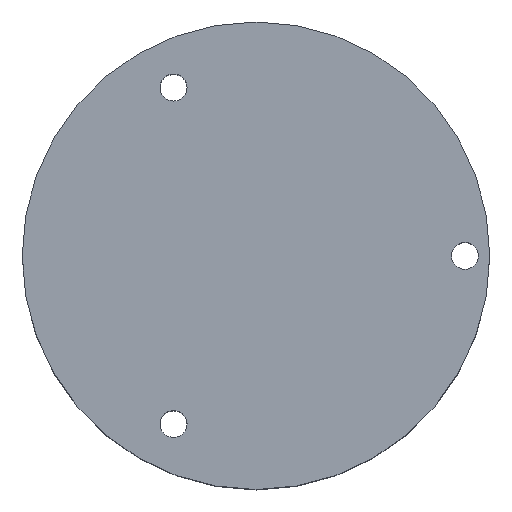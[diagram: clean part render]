
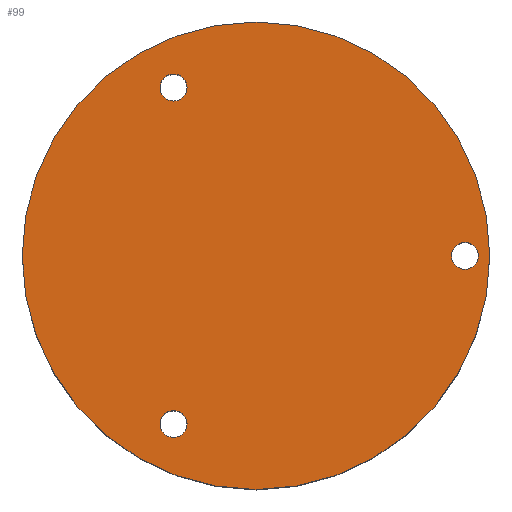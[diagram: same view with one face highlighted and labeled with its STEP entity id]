
A CAD part, top view. The second image highlights one B-rep face of the part: STEP entity #99.
In plain terms, the highlighted planar face has unit normal (0, 0, 1).
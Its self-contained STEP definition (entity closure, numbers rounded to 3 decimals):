
#20=PLANE('',#120);
#24=ORIENTED_EDGE('',*,*,#40,.T.);
#25=ORIENTED_EDGE('',*,*,#41,.T.);
#26=ORIENTED_EDGE('',*,*,#42,.T.);
#27=ORIENTED_EDGE('',*,*,#38,.F.);
#38=EDGE_CURVE('',#46,#46,#54,.T.);
#40=EDGE_CURVE('',#48,#48,#56,.T.);
#41=EDGE_CURVE('',#49,#49,#57,.T.);
#42=EDGE_CURVE('',#50,#50,#58,.T.);
#46=VERTEX_POINT('',#164);
#48=VERTEX_POINT('',#169);
#49=VERTEX_POINT('',#171);
#50=VERTEX_POINT('',#173);
#54=CIRCLE('',#118,17.375);
#56=CIRCLE('',#121,1.);
#57=CIRCLE('',#122,1.);
#58=CIRCLE('',#123,1.);
#64=EDGE_LOOP('',(#24));
#65=EDGE_LOOP('',(#25));
#66=EDGE_LOOP('',(#26));
#67=EDGE_LOOP('',(#27));
#80=FACE_BOUND('',#64,.T.);
#81=FACE_BOUND('',#65,.T.);
#82=FACE_BOUND('',#66,.T.);
#83=FACE_BOUND('',#67,.T.);
#99=ADVANCED_FACE('',(#80,#81,#82,#83),#20,.F.);
#118=AXIS2_PLACEMENT_3D('',#163,#135,#136);
#120=AXIS2_PLACEMENT_3D('',#167,#139,#140);
#121=AXIS2_PLACEMENT_3D('',#168,#141,#142);
#122=AXIS2_PLACEMENT_3D('',#170,#143,#144);
#123=AXIS2_PLACEMENT_3D('',#172,#145,#146);
#135=DIRECTION('',(0.,0.,-1.));
#136=DIRECTION('',(1.,0.,0.));
#139=DIRECTION('',(0.,0.,-1.));
#140=DIRECTION('',(-1.,0.,0.));
#141=DIRECTION('',(0.,0.,-1.));
#142=DIRECTION('',(1.,0.,0.));
#143=DIRECTION('',(0.,0.,-1.));
#144=DIRECTION('',(1.,0.,0.));
#145=DIRECTION('',(0.,0.,-1.));
#146=DIRECTION('',(1.,0.,0.));
#163=CARTESIAN_POINT('',(0.,0.,18.4));
#164=CARTESIAN_POINT('',(17.375,0.,18.4));
#167=CARTESIAN_POINT('',(0.,0.,18.4));
#168=CARTESIAN_POINT('',(15.525,0.,18.4));
#169=CARTESIAN_POINT('',(16.525,0.,18.4));
#170=CARTESIAN_POINT('',(-6.126,12.5,18.4));
#171=CARTESIAN_POINT('',(-5.126,12.5,18.4));
#172=CARTESIAN_POINT('',(-6.126,-12.5,18.4));
#173=CARTESIAN_POINT('',(-5.126,-12.5,18.4));
